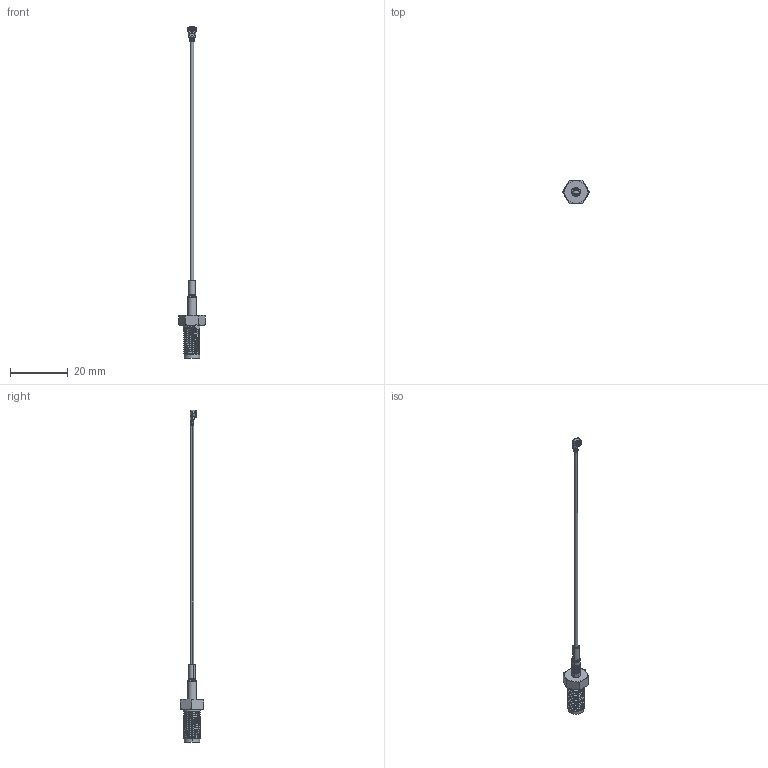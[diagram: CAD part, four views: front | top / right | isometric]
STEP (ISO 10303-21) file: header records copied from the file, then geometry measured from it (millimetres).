
FILE_DESCRIPTION (( 'STEP AP214' ), '1' );
FILE_NAME ('CAB.011.STEP', '2019-05-14T07:22:31', ( '' ), ( '' ), 'SwSTEP 2.0', 'SolidWorks 2017', '' );
FILE_SCHEMA (( 'AUTOMOTIVE_DESIGN' ));
Length unit declared in the file: millimetre
Products named in the file (10): 001315C000000A (for Assy)_Black_1.37; 001315C000000A (for Assy); 1.13 Cable; SMA(F)ST.Au; CAB.011; SMA(F)ST.Au_default; IPEX.MHF1(113).Au
Assembly tree (5 placements, depth 2):
  001315C000000A (for Assy)
  1.13 Cable
  CAB.011
    1.13 Cable
    IPEX.MHF1(113).Au
    SMA(F)ST.Au_default
    001315C000000A (for Assy)_Black_1.37
  CAB.011
    SMA(F)ST.Au
  IPEX.MHF1(113).Au
Bounding box: 9.24 x 8.14 x 115.14 mm (x, y, z)
Volume: 608.9 mm3; surface area: 1233.7 mm2
Topology: 4 solids, 4 shells, 982 faces, 2268 edges, 1311 vertices
Faces by surface type: bspline 453, plane 263, cylinder 227, cone 29, torus 10
Entity records: 40535 total; most frequent: CARTESIAN_POINT 23358, ORIENTED_EDGE 4526, DIRECTION 2274, EDGE_CURVE 2263, VERTEX_POINT 1309, EDGE_LOOP 1004, ADVANCED_FACE 982, FACE_OUTER_BOUND 982
